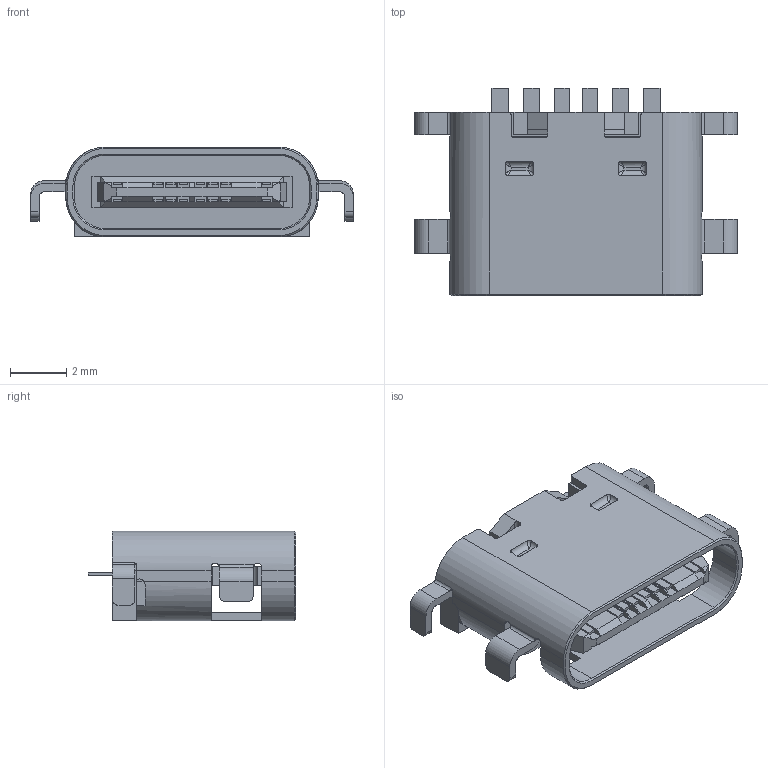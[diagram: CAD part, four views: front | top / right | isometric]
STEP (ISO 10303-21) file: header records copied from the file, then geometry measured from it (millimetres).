
FILE_DESCRIPTION (( 'STEP AP214' ), '1' );
FILE_NAME ('3D_PCB1_2022-04-06.STEP', '2022-04-06T11:13:23', ( '' ), ( '' ), 'SwSTEP 2.0', 'SolidWorks 2021', '' );
FILE_SCHEMA (( 'AUTOMOTIVE_DESIGN' ));
Length unit declared in the file: millimetre
Products named in the file (4): USB-C-SMD_TYPE-C-6M-007.step; U1.step; COMPOUND.step; 3D_PCB1_2022-04-06
Assembly tree (3 placements, depth 4):
  3D_PCB1_2022-04-06
    U1.step
      USB-C-SMD_TYPE-C-6M-007.step
        COMPOUND.step
Bounding box: 11.45 x 7.35 x 3.19 mm (x, y, z)
Volume: 78.8 mm3; surface area: 481.4 mm2
Topology: 11 solids, 11 shells, 500 faces, 1291 edges, 804 vertices
Faces by surface type: plane 384, cylinder 78, bspline 30, cone 8
Entity records: 17954 total; most frequent: CARTESIAN_POINT 4480, ORIENTED_EDGE 2550, DIRECTION 2289, EDGE_CURVE 1275, VECTOR 1045, LINE 1045, VERTEX_POINT 804, AXIS2_PLACEMENT_3D 622
